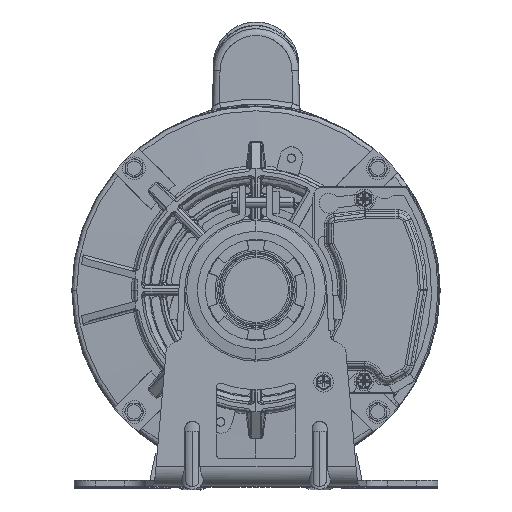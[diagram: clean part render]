
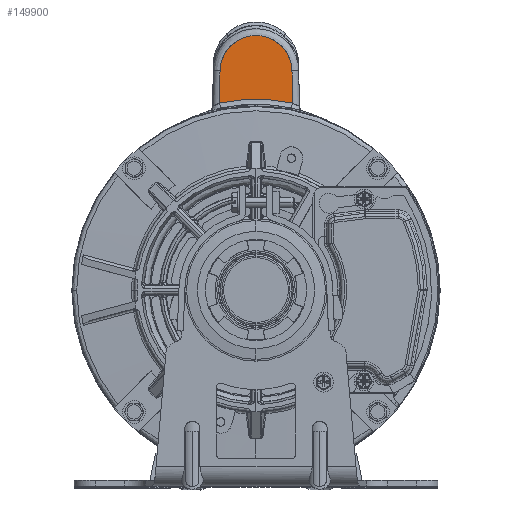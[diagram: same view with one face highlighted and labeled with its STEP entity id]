
A CAD part, top view. The second image highlights one B-rep face of the part: STEP entity #149900.
In plain terms, the highlighted planar face has unit normal (0, 0, 1).
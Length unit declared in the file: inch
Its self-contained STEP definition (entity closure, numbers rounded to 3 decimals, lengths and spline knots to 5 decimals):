
#1068 = CARTESIAN_POINT ( 'NONE',  ( 7.30387, -0.63269, 7.89232 ) ) ;
#7204 = EDGE_CURVE ( 'NONE', #164838, #171366, #65226, .T. ) ;
#7401 = VERTEX_POINT ( 'NONE', #88569 ) ;
#8321 = ORIENTED_EDGE ( 'NONE', *, *, #14943, .F. ) ;
#14943 = EDGE_CURVE ( 'NONE', #123963, #7401, #95169, .T. ) ;
#16397 = CARTESIAN_POINT ( 'NONE',  ( 6.77943, -0.43001, 7.89232 ) ) ;
#17785 = CARTESIAN_POINT ( 'NONE',  ( 6.78477, 0.37655, 7.89232 ) ) ;
#19176 = CARTESIAN_POINT ( 'NONE',  ( 6.73916, 0.64083, 7.89232 ) ) ;
#19284 = FACE_OUTER_BOUND ( 'NONE', #84106, .T. ) ;
#21954 = CARTESIAN_POINT ( 'NONE',  ( 8.53366, -0.61496, 7.89232 ) ) ;
#24349 = ORIENTED_EDGE ( 'NONE', *, *, #70865, .F. ) ;
#26970 = ORIENTED_EDGE ( 'NONE', *, *, #129161, .T. ) ;
#28542 = CARTESIAN_POINT ( 'NONE',  ( 3.82235, -0.68288, 7.89232 ) ) ;
#35546 = AXIS2_PLACEMENT_3D ( 'NONE', #68487, #182831, #147885 ) ;
#49385 = CARTESIAN_POINT ( 'NONE',  ( 6.76214, -0.53588, 7.89232 ) ) ;
#54207 = CARTESIAN_POINT ( 'NONE',  ( 8.53366, 0.61496, 7.89232 ) ) ;
#65140 = CARTESIAN_POINT ( 'NONE',  ( 6.79994, -0.22915, 7.89232 ) ) ;
#65226 = LINE ( 'NONE', #28542, #80630 ) ;
#65863 = CARTESIAN_POINT ( 'NONE',  ( 6.73916, -0.64083, 7.89232 ) ) ;
#67945 = CARTESIAN_POINT ( 'NONE',  ( 6.78956, 0.33665, 7.89232 ) ) ;
#68487 = CARTESIAN_POINT ( 'NONE',  ( 3.8125, 0., 7.89232 ) ) ;
#70865 = EDGE_CURVE ( 'NONE', #7401, #164838, #173939, .T. ) ;
#72090 = CARTESIAN_POINT ( 'NONE',  ( 6.73916, -0.64083, 7.89232 ) ) ;
#80630 = VECTOR ( 'NONE', #208119, 39.37008 ) ;
#84106 = EDGE_LOOP ( 'NONE', ( #157071, #24349, #8321, #26970 ) ) ;
#84243 = PLANE ( 'NONE',  #35546 ) ;
#84409 = CARTESIAN_POINT ( 'NONE',  ( 6.79639, -0.26948, 7.89232 ) ) ;
#85752 = CARTESIAN_POINT ( 'NONE',  ( 7.30387, -0.63269, 7.89232 ) ) ;
#86467 = CARTESIAN_POINT ( 'NONE',  ( 7.30387, 0.63269, 7.89232 ) ) ;
#88569 = CARTESIAN_POINT ( 'NONE',  ( 7.30387, 0.63269, 7.89232 ) ) ;
#95169 = LINE ( 'NONE', #149878, #125908 ) ;
#98059 = CARTESIAN_POINT ( 'NONE',  ( 6.79246, -0.30987, 7.89232 ) ) ;
#99462 = CARTESIAN_POINT ( 'NONE',  ( 6.77963, 0.41647, 7.89232 ) ) ;
#123963 = VERTEX_POINT ( 'NONE', #185086 ) ;
#125908 = VECTOR ( 'NONE', #196411, 39.37008 ) ;
#129161 = EDGE_CURVE ( 'NONE', #123963, #171366, #210797, .T. ) ;
#132344 = CARTESIAN_POINT ( 'NONE',  ( 6.8085, -0.05402, 7.89232 ) ) ;
#133026 = CARTESIAN_POINT ( 'NONE',  ( 6.78803, 0.34991, 7.89232 ) ) ;
#147358 = CARTESIAN_POINT ( 'NONE',  ( 6.80631, -0.13494, 7.89232 ) ) ;
#147885 = DIRECTION ( 'NONE',  ( 0., -1., 0. ) ) ;
#148735 = CARTESIAN_POINT ( 'NONE',  ( 6.76575, 0.50931, 7.89232 ) ) ;
#149878 = CARTESIAN_POINT ( 'NONE',  ( 3.82235, 0.68288, 7.89232 ) ) ;
#149900 = ADVANCED_FACE ( 'NONE', ( #19284 ), #84243, .T. ) ;
#150125 = CARTESIAN_POINT ( 'NONE',  ( 6.8085, 0.10804, 7.89232 ) ) ;
#157071 = ORIENTED_EDGE ( 'NONE', *, *, #7204, .F. ) ;
#164838 = VERTEX_POINT ( 'NONE', #1068 ) ;
#171366 = VERTEX_POINT ( 'NONE', #72090 ) ;
#173939 =( BOUNDED_CURVE ( )  B_SPLINE_CURVE ( 3, ( #86467, #54207, #21954, #85752 ),
 .UNSPECIFIED., .F., .F. ) 
 B_SPLINE_CURVE_WITH_KNOTS ( ( 4, 4 ),
 ( 0., 1. ),
 .UNSPECIFIED. ) 
 CURVE ( )  GEOMETRIC_REPRESENTATION_ITEM ( )  RATIONAL_B_SPLINE_CURVE ( ( 1., 0.343, 0.343, 1. ) ) 
 REPRESENTATION_ITEM ( '' )  );
#182311 = CARTESIAN_POINT ( 'NONE',  ( 6.80267, 0.21581, 7.89232 ) ) ;
#182831 = DIRECTION ( 'NONE',  ( 0., 0., 1. ) ) ;
#185086 = CARTESIAN_POINT ( 'NONE',  ( 6.73916, 0.64083, 7.89232 ) ) ;
#196411 = DIRECTION ( 'NONE',  ( 1., -0.014, 0. ) ) ;
#197336 = CARTESIAN_POINT ( 'NONE',  ( 6.75065, 0.58836, 7.89232 ) ) ;
#198760 = CARTESIAN_POINT ( 'NONE',  ( 6.79384, -0.29636, 7.89232 ) ) ;
#208119 = DIRECTION ( 'NONE',  ( -1., -0.014, 0. ) ) ;
#210797 = B_SPLINE_CURVE_WITH_KNOTS ( 'NONE', 3,
 ( #19176, #197336, #148735, #99462, #17785, #133026, #67945, #182311, #150125, #132344, #147358, #65140, #84409, #198760, #98059, #16397, #49385, #65863 ),
 .UNSPECIFIED., .F., .F.,
 ( 4, 1, 1, 2, 2, 2, 1, 1, 2, 2, 4 ),
 ( 0., 0.125, 0.1875, 0.21875, 0.25, 0.5, 0.625, 0.6875, 0.71875, 0.75, 1. ),
 .UNSPECIFIED. ) ;
